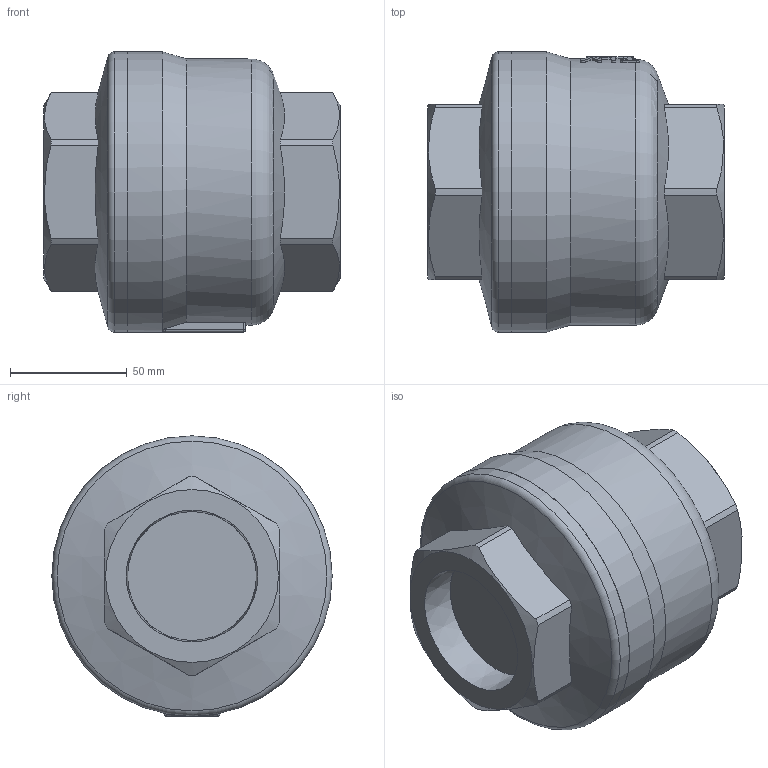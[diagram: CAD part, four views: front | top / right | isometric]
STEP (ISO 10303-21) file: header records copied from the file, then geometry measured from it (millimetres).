
FILE_DESCRIPTION(/* description */ (''),/* implementation_level */ '2;1');
FILE_NAME(/* name */ 'ck3mg-050-screw-00.stp',/* time_stamp */ '2025-03-10T09:18:05+09:00',/* author */ ('nakaot'),/* organization */ (''),/* preprocessor_version */ 'ST-DEVELOPER v20',/* originating_system */ 'Autodesk Inventor 2022',/* authorisation */ '');
FILE_SCHEMA (('AUTOMOTIVE_DESIGN { 1 0 10303 214 3 1 1 }'));
Length unit declared in the file: millimetre
Products named in the file (1): ck3mg-050-screw-00
Bounding box: 127 x 120 x 120 mm (x, y, z)
Volume: 968238.5 mm3; surface area: 81990.4 mm2
Topology: 1 solids, 1 shells, 107 faces, 272 edges, 170 vertices
Faces by surface type: plane 41, cylinder 30, bspline 23, cone 7, sphere 4, torus 2
Full cylindrical faces by diameter (mm): 50 x1, 114 x1, 120 x2
Entity records: 7618 total; most frequent: CARTESIAN_POINT 5236, ORIENTED_EDGE 532, DIRECTION 421, EDGE_CURVE 266, VERTEX_POINT 170, AXIS2_PLACEMENT_3D 161, EDGE_LOOP 116, FACE_OUTER_BOUND 107
